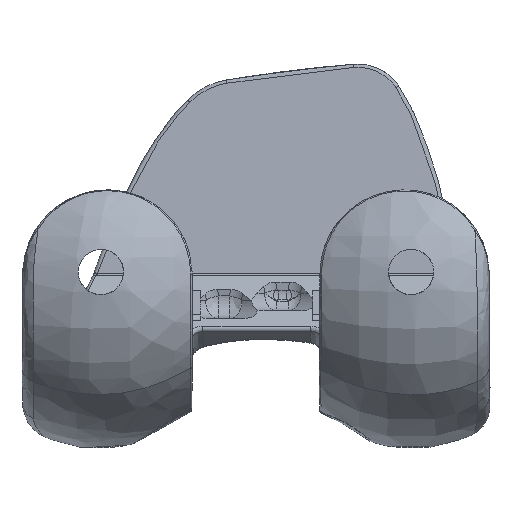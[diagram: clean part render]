
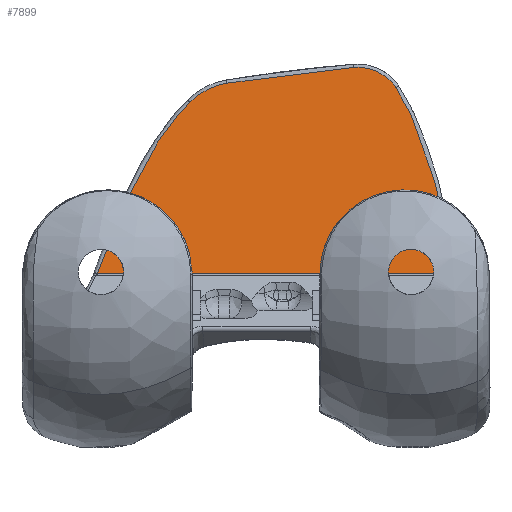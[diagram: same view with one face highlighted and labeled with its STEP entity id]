
A CAD part, front view. The second image highlights one B-rep face of the part: STEP entity #7899.
In plain terms, the highlighted planar face has unit normal (0, -0.996, 0.088).
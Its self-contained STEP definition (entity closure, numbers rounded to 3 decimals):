
#242=CARTESIAN_POINT('',(-4.112,29.322,42.52));
#243=CARTESIAN_POINT('',(-2.112,29.352,42.853));
#244=CARTESIAN_POINT('',(1.881,29.405,43.461));
#245=CARTESIAN_POINT('',(7.858,29.471,44.204));
#246=CARTESIAN_POINT('',(11.827,29.505,44.585));
#247=CARTESIAN_POINT('',(13.808,29.519,44.747));
#263=CARTESIAN_POINT('',(13.808,29.519,44.747));
#264=CARTESIAN_POINT('',(14.271,29.522,44.785));
#265=CARTESIAN_POINT('',(15.184,29.52,44.763));
#266=CARTESIAN_POINT('',(16.544,29.492,44.438));
#267=CARTESIAN_POINT('',(17.805,29.438,43.831));
#268=CARTESIAN_POINT('',(18.91,29.362,42.969));
#269=CARTESIAN_POINT('',(19.499,29.3,42.266));
#270=CARTESIAN_POINT('',(19.76,29.265,41.879));
#1209=CARTESIAN_POINT('',(-9.361,29.083,39.812));
#1210=CARTESIAN_POINT('',(-9.005,29.114,40.168));
#1211=CARTESIAN_POINT('',(-8.248,29.172,40.818));
#1212=CARTESIAN_POINT('',(-6.962,29.242,41.615));
#1213=CARTESIAN_POINT('',(-5.57,29.294,42.199));
#1214=CARTESIAN_POINT('',(-4.606,29.315,42.438));
#1215=CARTESIAN_POINT('',(-4.112,29.322,42.52));
#1259=CARTESIAN_POINT('',(-22.394,26.946,15.631));
#1260=CARTESIAN_POINT('',(-22.336,26.962,15.807));
#1261=CARTESIAN_POINT('',(-22.212,26.995,16.18));
#1262=CARTESIAN_POINT('',(-22.001,27.049,16.794));
#1263=CARTESIAN_POINT('',(-21.762,27.109,17.47));
#1264=CARTESIAN_POINT('',(-21.492,27.174,18.215));
#1265=CARTESIAN_POINT('',(-21.188,27.247,19.032));
#1266=CARTESIAN_POINT('',(-20.847,27.326,19.928));
#1267=CARTESIAN_POINT('',(-20.465,27.412,20.906));
#1268=CARTESIAN_POINT('',(-20.037,27.507,21.975));
#1269=CARTESIAN_POINT('',(-19.56,27.609,23.138));
#1270=CARTESIAN_POINT('',(-19.022,27.722,24.412));
#1271=CARTESIAN_POINT('',(-18.408,27.846,25.818));
#1272=CARTESIAN_POINT('',(-17.727,27.978,27.304));
#1273=CARTESIAN_POINT('',(-17.054,28.1,28.69));
#1274=CARTESIAN_POINT('',(-16.432,28.207,29.897));
#1275=CARTESIAN_POINT('',(-15.861,28.299,30.946));
#1276=CARTESIAN_POINT('',(-15.333,28.381,31.868));
#1277=CARTESIAN_POINT('',(-14.83,28.455,32.707));
#1278=CARTESIAN_POINT('',(-14.341,28.524,33.486));
#1279=CARTESIAN_POINT('',(-13.868,28.588,34.21));
#1280=CARTESIAN_POINT('',(-13.409,28.647,34.885));
#1281=CARTESIAN_POINT('',(-12.963,28.703,35.517));
#1282=CARTESIAN_POINT('',(-12.524,28.756,36.117));
#1283=CARTESIAN_POINT('',(-12.104,28.805,36.67));
#1284=CARTESIAN_POINT('',(-11.722,28.848,37.155));
#1285=CARTESIAN_POINT('',(-11.376,28.886,37.582));
#1286=CARTESIAN_POINT('',(-11.059,28.919,37.962));
#1287=CARTESIAN_POINT('',(-10.763,28.95,38.306));
#1288=CARTESIAN_POINT('',(-10.484,28.978,38.622));
#1289=CARTESIAN_POINT('',(-10.222,29.003,38.911));
#1290=CARTESIAN_POINT('',(-9.978,29.026,39.174));
#1291=CARTESIAN_POINT('',(-9.753,29.047,39.411));
#1292=CARTESIAN_POINT('',(-9.546,29.066,39.625));
#1293=CARTESIAN_POINT('',(-9.42,29.078,39.752));
#1294=CARTESIAN_POINT('',(-9.361,29.083,39.812));
#1943=CARTESIAN_POINT('',(-22.394,26.946,15.631));
#1950=DIRECTION('',(-1.,0.,0.));
#1951=VECTOR('',#1950,50.117);
#1952=CARTESIAN_POINT('',(27.723,26.946,15.631));
#1953=LINE('',#1952,#1951);
#3576=CARTESIAN_POINT('',(19.76,29.265,41.879));
#3577=CARTESIAN_POINT('',(19.817,29.258,41.793));
#3578=CARTESIAN_POINT('',(19.936,29.242,41.613));
#3579=CARTESIAN_POINT('',(20.127,29.216,41.319));
#3580=CARTESIAN_POINT('',(20.329,29.187,40.996));
#3581=CARTESIAN_POINT('',(20.542,29.156,40.643));
#3582=CARTESIAN_POINT('',(20.766,29.122,40.257));
#3583=CARTESIAN_POINT('',(21.001,29.085,39.834));
#3584=CARTESIAN_POINT('',(21.247,29.044,39.371));
#3585=CARTESIAN_POINT('',(21.502,28.999,38.865));
#3586=CARTESIAN_POINT('',(21.773,28.949,38.301));
#3587=CARTESIAN_POINT('',(22.062,28.893,37.666));
#3588=CARTESIAN_POINT('',(22.366,28.832,36.969));
#3589=CARTESIAN_POINT('',(22.685,28.764,36.206));
#3590=CARTESIAN_POINT('',(23.02,28.69,35.372));
#3591=CARTESIAN_POINT('',(23.369,28.61,34.462));
#3592=CARTESIAN_POINT('',(23.734,28.522,33.464));
#3593=CARTESIAN_POINT('',(24.116,28.424,32.362));
#3594=CARTESIAN_POINT('',(24.517,28.316,31.132));
#3595=CARTESIAN_POINT('',(24.938,28.192,29.732));
#3596=CARTESIAN_POINT('',(25.378,28.052,28.149));
#3597=CARTESIAN_POINT('',(25.819,27.9,26.428));
#3598=CARTESIAN_POINT('',(26.258,27.738,24.589));
#3599=CARTESIAN_POINT('',(26.64,27.586,22.874));
#3600=CARTESIAN_POINT('',(26.949,27.451,21.346));
#3601=CARTESIAN_POINT('',(27.193,27.33,19.973));
#3602=CARTESIAN_POINT('',(27.382,27.22,18.728));
#3603=CARTESIAN_POINT('',(27.528,27.118,17.581));
#3604=CARTESIAN_POINT('',(27.64,27.026,16.535));
#3605=CARTESIAN_POINT('',(27.697,26.971,15.919));
#3606=CARTESIAN_POINT('',(27.723,26.946,15.631));
#4086=VERTEX_POINT('',#1943);
#4088=VERTEX_POINT('',#1294);
#4090=VERTEX_POINT('',#1215);
#4092=VERTEX_POINT('',#247);
#4094=VERTEX_POINT('',#270);
#4096=VERTEX_POINT('',#3606);
#7883=CARTESIAN_POINT('',(50.45,26.93,15.45));
#7884=DIRECTION('',(0.,0.996,-0.088));
#7885=DIRECTION('',(0.,0.088,0.996));
#7886=AXIS2_PLACEMENT_3D('',#7883,#7884,#7885);
#7887=PLANE('',#7886);
#7889=ORIENTED_EDGE('',*,*,#7888,.T.);
#7890=ORIENTED_EDGE('',*,*,#7876,.T.);
#7891=ORIENTED_EDGE('',*,*,#5415,.T.);
#7892=ORIENTED_EDGE('',*,*,#5459,.T.);
#7894=ORIENTED_EDGE('',*,*,#7893,.T.);
#7896=ORIENTED_EDGE('',*,*,#7895,.T.);
#7897=EDGE_LOOP('',(#7889,#7890,#7891,#7892,#7894,#7896));
#7898=FACE_OUTER_BOUND('',#7897,.F.);
#7899=ADVANCED_FACE('',(#7898),#7887,.F.);
#248=B_SPLINE_CURVE_WITH_KNOTS('',3,(#242,#243,#244,#245,#246,#247),
.UNSPECIFIED.,.F.,.F.,(4,1,1,4),(0.,0.333,0.667,1.),
.UNSPECIFIED.);
#271=B_SPLINE_CURVE_WITH_KNOTS('',3,(#263,#264,#265,#266,#267,#268,#269,#270),
.UNSPECIFIED.,.F.,.F.,(4,1,1,1,1,4),(0.,0.2,0.4,0.6,0.8,1.),
.UNSPECIFIED.);
#1216=B_SPLINE_CURVE_WITH_KNOTS('',3,(#1209,#1210,#1211,#1212,#1213,#1214,
#1215),.UNSPECIFIED.,.F.,.F.,(4,1,1,1,4),(0.,0.25,0.5,0.75,1.),
.UNSPECIFIED.);
#1295=B_SPLINE_CURVE_WITH_KNOTS('',3,(#1259,#1260,#1261,#1262,#1263,#1264,#1265,
#1266,#1267,#1268,#1269,#1270,#1271,#1272,#1273,#1274,#1275,#1276,#1277,#1278,
#1279,#1280,#1281,#1282,#1283,#1284,#1285,#1286,#1287,#1288,#1289,#1290,#1291,
#1292,#1293,#1294),.UNSPECIFIED.,.F.,.F.,(4,1,1,1,1,1,1,1,1,1,1,1,1,1,1,1,1,1,1,
1,1,1,1,1,1,1,1,1,1,1,1,1,1,4),(0.,0.03,0.061,
0.091,0.121,0.152,0.182,
0.212,0.242,0.273,0.303,
0.333,0.364,0.394,0.424,
0.455,0.485,0.515,0.545,
0.576,0.606,0.636,0.667,
0.697,0.727,0.758,0.788,
0.818,0.848,0.879,0.909,
0.939,0.97,1.),.UNSPECIFIED.);
#3607=B_SPLINE_CURVE_WITH_KNOTS('',3,(#3576,#3577,#3578,#3579,#3580,#3581,#3582,
#3583,#3584,#3585,#3586,#3587,#3588,#3589,#3590,#3591,#3592,#3593,#3594,#3595,
#3596,#3597,#3598,#3599,#3600,#3601,#3602,#3603,#3604,#3605,#3606),
.UNSPECIFIED.,.F.,.F.,(4,1,1,1,1,1,1,1,1,1,1,1,1,1,1,1,1,1,1,1,1,1,1,1,1,1,1,1,
4),(0.,0.036,0.071,0.107,
0.143,0.179,0.214,0.25,0.286,
0.321,0.357,0.393,0.429,
0.464,0.5,0.536,0.571,0.607,
0.643,0.679,0.714,0.75,0.786,
0.821,0.857,0.893,0.929,
0.964,1.),.UNSPECIFIED.);
#5415=EDGE_CURVE('',#4090,#4092,#248,.T.);
#5459=EDGE_CURVE('',#4092,#4094,#271,.T.);
#7876=EDGE_CURVE('',#4088,#4090,#1216,.T.);
#7888=EDGE_CURVE('',#4086,#4088,#1295,.T.);
#7893=EDGE_CURVE('',#4094,#4096,#3607,.T.);
#7895=EDGE_CURVE('',#4096,#4086,#1953,.T.);
